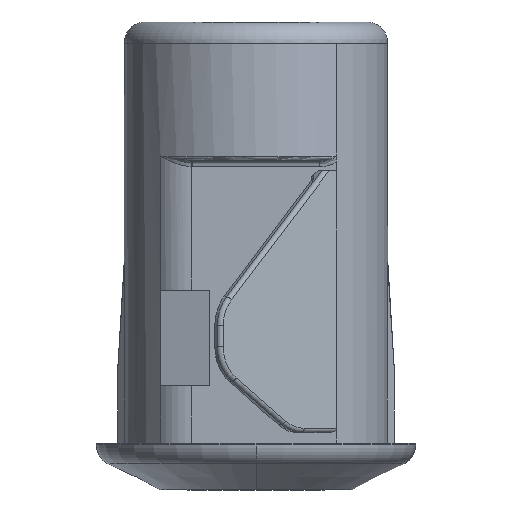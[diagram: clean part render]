
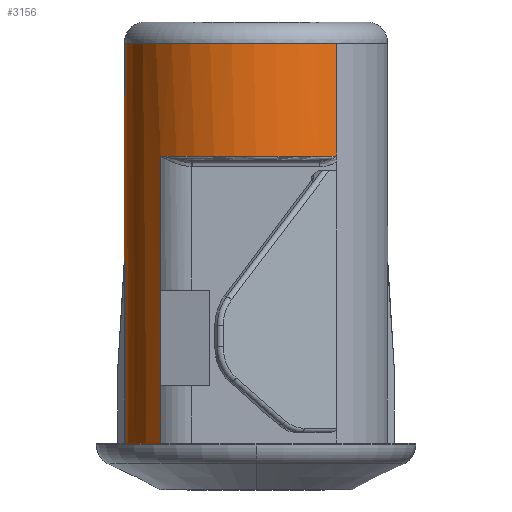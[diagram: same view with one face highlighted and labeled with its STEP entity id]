
A CAD part, left-side view. The second image highlights one B-rep face of the part: STEP entity #3156.
In plain terms, the highlighted cylindrical face has radius 6.2 mm (diameter 12.4 mm), a partial arc.
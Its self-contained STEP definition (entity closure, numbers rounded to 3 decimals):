
#2=CARTESIAN_POINT('',(6.005,-1.543,18.3));
#3=CARTESIAN_POINT('',(6.009,-1.528,17.733));
#4=CARTESIAN_POINT('',(6.012,-1.514,17.167));
#5=CARTESIAN_POINT('',(6.016,-1.5,16.6));
#7=CARTESIAN_POINT('',(6.016,1.5,16.6));
#8=CARTESIAN_POINT('',(6.016,1.5,16.502));
#9=CARTESIAN_POINT('',(6.021,1.481,16.31));
#10=CARTESIAN_POINT('',(6.041,1.397,16.027));
#11=CARTESIAN_POINT('',(6.071,1.26,15.769));
#12=CARTESIAN_POINT('',(6.107,1.077,15.543));
#13=CARTESIAN_POINT('',(6.142,0.855,15.356));
#14=CARTESIAN_POINT('',(6.173,0.598,15.214));
#15=CARTESIAN_POINT('',(6.194,0.314,15.123));
#16=CARTESIAN_POINT('',(6.202,0.033,15.093));
#17=CARTESIAN_POINT('',(6.198,-0.2,15.107));
#18=CARTESIAN_POINT('',(6.185,-0.459,15.163));
#19=CARTESIAN_POINT('',(6.161,-0.706,15.268));
#20=CARTESIAN_POINT('',(6.132,-0.925,15.41));
#21=CARTESIAN_POINT('',(6.1,-1.114,15.585));
#22=CARTESIAN_POINT('',(6.068,-1.274,15.794));
#23=CARTESIAN_POINT('',(6.041,-1.397,16.032));
#24=CARTESIAN_POINT('',(6.021,-1.479,16.302));
#25=CARTESIAN_POINT('',(6.016,-1.5,16.498));
#26=CARTESIAN_POINT('',(6.016,-1.5,16.6));
#28=CARTESIAN_POINT('',(6.016,1.5,16.6));
#29=CARTESIAN_POINT('',(6.012,1.514,17.167));
#30=CARTESIAN_POINT('',(6.009,1.528,17.733));
#31=CARTESIAN_POINT('',(6.005,1.543,18.3));
#33=CARTESIAN_POINT('',(0.,0.,13.));
#34=DIRECTION('',(0.,0.,-1.));
#35=DIRECTION('',(-0.79,-0.613,0.));
#36=AXIS2_PLACEMENT_3D('',#33,#34,#35);
#38=CARTESIAN_POINT('',(0.,0.,13.));
#39=DIRECTION('',(0.,0.,-1.));
#40=DIRECTION('',(-0.8,-0.6,0.));
#41=AXIS2_PLACEMENT_3D('',#38,#39,#40);
#43=DIRECTION('',(0.,0.,1.));
#44=VECTOR('',#43,4.5);
#45=CARTESIAN_POINT('',(-4.281,4.485,2.2));
#46=LINE('',#45,#44);
#47=DIRECTION('',(0.,0.,1.));
#48=VECTOR('',#47,12.1);
#49=CARTESIAN_POINT('',(4.9,3.799,0.2));
#50=LINE('',#49,#48);
#51=CARTESIAN_POINT('',(0.,0.,13.));
#52=DIRECTION('',(0.,0.,-1.));
#53=DIRECTION('',(0.8,0.6,0.));
#54=AXIS2_PLACEMENT_3D('',#51,#52,#53);
#56=CARTESIAN_POINT('',(0.,0.,18.3));
#57=DIRECTION('',(0.,0.,1.));
#58=DIRECTION('',(0.79,-0.613,0.));
#59=AXIS2_PLACEMENT_3D('',#56,#57,#58);
#534=CARTESIAN_POINT('',(0.,0.,18.3));
#535=DIRECTION('',(0.,0.,-1.));
#536=DIRECTION('',(-0.79,-0.613,0.));
#537=AXIS2_PLACEMENT_3D('',#534,#535,#536);
#551=DIRECTION('',(0.,0.,1.));
#552=VECTOR('',#551,5.3);
#553=CARTESIAN_POINT('',(-4.9,-3.799,13.));
#554=LINE('',#553,#552);
#555=DIRECTION('',(0.,0.,1.));
#556=VECTOR('',#555,5.3);
#557=CARTESIAN_POINT('',(4.9,-3.799,13.));
#558=LINE('',#557,#556);
#637=CARTESIAN_POINT('',(4.9,3.799,12.762));
#649=DIRECTION('',(0.,0.,-1.));
#650=VECTOR('',#649,0.462);
#651=CARTESIAN_POINT('',(4.9,3.799,12.762));
#652=LINE('',#651,#650);
#666=DIRECTION('',(0.,0.,-1.));
#667=VECTOR('',#666,0.7);
#668=CARTESIAN_POINT('',(4.9,3.799,0.2));
#669=LINE('',#668,#667);
#742=DIRECTION('',(0.,0.,1.));
#743=VECTOR('',#742,2.7);
#744=CARTESIAN_POINT('',(-4.281,4.485,-0.5));
#745=LINE('',#744,#743);
#764=DIRECTION('',(0.,0.,1.));
#765=VECTOR('',#764,6.3);
#766=CARTESIAN_POINT('',(-4.281,4.485,6.7));
#767=LINE('',#766,#765);
#772=CARTESIAN_POINT('',(0.,0.,-0.5));
#773=DIRECTION('',(0.,0.,-1.));
#774=DIRECTION('',(-0.69,0.723,0.));
#775=AXIS2_PLACEMENT_3D('',#772,#773,#774);
#818=CARTESIAN_POINT('',(0.,0.,-0.5));
#819=DIRECTION('',(0.,0.,-1.));
#820=DIRECTION('',(0.078,0.997,0.));
#821=AXIS2_PLACEMENT_3D('',#818,#819,#820);
#832=DIRECTION('',(0.,0.,-1.));
#833=VECTOR('',#832,8.5);
#834=CARTESIAN_POINT('',(-0.485,6.181,8.));
#835=LINE('',#834,#833);
#841=CARTESIAN_POINT('',(-0.485,6.181,8.));
#856=DIRECTION('',(0.,0.,1.));
#857=VECTOR('',#856,8.5);
#858=CARTESIAN_POINT('',(0.485,6.181,-0.5));
#859=LINE('',#858,#857);
#860=CARTESIAN_POINT('',(0.485,6.181,8.));
#867=CARTESIAN_POINT('',(0.,0.,8.));
#868=DIRECTION('',(0.,0.,1.));
#869=DIRECTION('',(0.078,0.997,0.));
#870=AXIS2_PLACEMENT_3D('',#867,#868,#869);
#1018=CARTESIAN_POINT('',(-4.281,4.485,13.));
#1020=CARTESIAN_POINT('',(-4.96,-3.72,
13.));
#1077=CARTESIAN_POINT('',(4.96,3.72,13.));
#1078=CARTESIAN_POINT('',(4.952,3.731,12.988));
#1079=CARTESIAN_POINT('',(4.936,3.752,12.961));
#1080=CARTESIAN_POINT('',(4.916,3.778,12.906));
#1081=CARTESIAN_POINT('',(4.903,3.794,12.84));
#1082=CARTESIAN_POINT('',(4.9,3.799,12.789));
#1083=CARTESIAN_POINT('',(4.9,3.799,12.762));
#1094=CARTESIAN_POINT('',(4.96,3.72,13.));
#2671=VERTEX_POINT('',#860);
#2674=VERTEX_POINT('',#841);
#2679=CARTESIAN_POINT('',(0.485,6.181,-0.5));
#2680=CARTESIAN_POINT('',(4.9,3.799,-0.5));
#2681=VERTEX_POINT('',#2679);
#2682=VERTEX_POINT('',#2680);
#2695=CARTESIAN_POINT('',(-4.281,4.485,-0.5));
#2696=VERTEX_POINT('',#2695);
#2697=CARTESIAN_POINT('',(-0.485,6.181,-0.5));
#2698=VERTEX_POINT('',#2697);
#2720=CARTESIAN_POINT('',(4.9,3.799,0.2));
#2722=VERTEX_POINT('',#2720);
#2777=CARTESIAN_POINT('',(4.9,3.799,12.3));
#2778=VERTEX_POINT('',#2777);
#2787=CARTESIAN_POINT('',(-4.281,4.485,2.2));
#2789=VERTEX_POINT('',#2787);
#2791=CARTESIAN_POINT('',(-4.281,4.485,6.7));
#2793=VERTEX_POINT('',#2791);
#2795=CARTESIAN_POINT('',(4.9,-3.799,13.));
#2796=CARTESIAN_POINT('',(4.9,-3.799,18.3));
#2797=VERTEX_POINT('',#2795);
#2798=VERTEX_POINT('',#2796);
#2799=CARTESIAN_POINT('',(-4.9,-3.799,18.3));
#2800=VERTEX_POINT('',#2799);
#2977=VERTEX_POINT('',#1018);
#2986=VERTEX_POINT('',#1020);
#2987=CARTESIAN_POINT('',(-4.9,-3.799,13.));
#2988=VERTEX_POINT('',#2987);
#2998=VERTEX_POINT('',#637);
#2999=VERTEX_POINT('',#1094);
#3020=VERTEX_POINT('',#2);
#3021=VERTEX_POINT('',#5);
#3022=VERTEX_POINT('',#28);
#3023=VERTEX_POINT('',#31);
#3105=CARTESIAN_POINT('',(0.,0.,-3.75));
#3106=DIRECTION('',(0.,0.,1.));
#3107=DIRECTION('',(-1.,0.,0.));
#3108=AXIS2_PLACEMENT_3D('',#3105,#3106,#3107);
#3109=CYLINDRICAL_SURFACE('',#3108,6.2);
#3111=ORIENTED_EDGE('',*,*,#3110,.T.);
#3113=ORIENTED_EDGE('',*,*,#3112,.F.);
#3115=ORIENTED_EDGE('',*,*,#3114,.T.);
#3117=ORIENTED_EDGE('',*,*,#3116,.F.);
#3119=ORIENTED_EDGE('',*,*,#3118,.F.);
#3121=ORIENTED_EDGE('',*,*,#3120,.T.);
#3123=ORIENTED_EDGE('',*,*,#3122,.T.);
#3125=ORIENTED_EDGE('',*,*,#3124,.F.);
#3127=ORIENTED_EDGE('',*,*,#3126,.F.);
#3129=ORIENTED_EDGE('',*,*,#3128,.F.);
#3131=ORIENTED_EDGE('',*,*,#3130,.T.);
#3133=ORIENTED_EDGE('',*,*,#3132,.F.);
#3135=ORIENTED_EDGE('',*,*,#3134,.F.);
#3137=ORIENTED_EDGE('',*,*,#3136,.F.);
#3139=ORIENTED_EDGE('',*,*,#3138,.T.);
#3141=ORIENTED_EDGE('',*,*,#3140,.F.);
#3143=ORIENTED_EDGE('',*,*,#3142,.T.);
#3145=ORIENTED_EDGE('',*,*,#3144,.F.);
#3147=ORIENTED_EDGE('',*,*,#3146,.F.);
#3149=ORIENTED_EDGE('',*,*,#3148,.T.);
#3151=ORIENTED_EDGE('',*,*,#3150,.T.);
#3153=ORIENTED_EDGE('',*,*,#3152,.T.);
#3154=EDGE_LOOP('',(#3111,#3113,#3115,#3117,#3119,#3121,#3123,#3125,#3127,#3129,
#3131,#3133,#3135,#3137,#3139,#3141,#3143,#3145,#3147,#3149,#3151,#3153));
#3155=FACE_OUTER_BOUND('',#3154,.F.);
#3156=ADVANCED_FACE('',(#3155),#3109,.T.);
#6=B_SPLINE_CURVE_WITH_KNOTS('',3,(#2,#3,#4,#5),.UNSPECIFIED.,.F.,.F.,(4,4),(
0.,1.),.UNSPECIFIED.);
#27=B_SPLINE_CURVE_WITH_KNOTS('',3,(#7,#8,#9,#10,#11,#12,#13,#14,#15,#16,#17,
#18,#19,#20,#21,#22,#23,#24,#25,#26),.UNSPECIFIED.,.F.,.F.,(4,1,1,1,1,1,1,1,1,1,
1,1,1,1,1,1,1,4),(0.,0.059,0.118,0.176,
0.235,0.294,0.353,0.412,
0.471,0.529,0.588,0.647,
0.706,0.765,0.824,0.882,
0.941,1.),.UNSPECIFIED.);
#32=B_SPLINE_CURVE_WITH_KNOTS('',3,(#28,#29,#30,#31),.UNSPECIFIED.,.F.,.F.,(4,
4),(0.,1.),.UNSPECIFIED.);
#37=CIRCLE('',#36,6.2);
#42=CIRCLE('',#41,6.2);
#55=CIRCLE('',#54,6.2);
#60=CIRCLE('',#59,6.2);
#538=CIRCLE('',#537,6.2);
#776=CIRCLE('',#775,6.2);
#822=CIRCLE('',#821,6.2);
#871=CIRCLE('',#870,6.2);
#1084=B_SPLINE_CURVE_WITH_KNOTS('',3,(#1077,#1078,#1079,#1080,#1081,#1082,
#1083),.UNSPECIFIED.,.F.,.F.,(4,1,1,1,4),(0.,0.25,0.5,0.75,1.),
.UNSPECIFIED.);
#3110=EDGE_CURVE('',#3020,#3021,#6,.T.);
#3112=EDGE_CURVE('',#3022,#3021,#27,.T.);
#3114=EDGE_CURVE('',#3022,#3023,#32,.T.);
#3116=EDGE_CURVE('',#2800,#3023,#538,.T.);
#3118=EDGE_CURVE('',#2988,#2800,#554,.T.);
#3120=EDGE_CURVE('',#2988,#2986,#37,.T.);
#3122=EDGE_CURVE('',#2986,#2977,#42,.T.);
#3124=EDGE_CURVE('',#2793,#2977,#767,.T.);
#3126=EDGE_CURVE('',#2789,#2793,#46,.T.);
#3128=EDGE_CURVE('',#2696,#2789,#745,.T.);
#3130=EDGE_CURVE('',#2696,#2698,#776,.T.);
#3132=EDGE_CURVE('',#2674,#2698,#835,.T.);
#3134=EDGE_CURVE('',#2671,#2674,#871,.T.);
#3136=EDGE_CURVE('',#2681,#2671,#859,.T.);
#3138=EDGE_CURVE('',#2681,#2682,#822,.T.);
#3140=EDGE_CURVE('',#2722,#2682,#669,.T.);
#3142=EDGE_CURVE('',#2722,#2778,#50,.T.);
#3144=EDGE_CURVE('',#2998,#2778,#652,.T.);
#3146=EDGE_CURVE('',#2999,#2998,#1084,.T.);
#3148=EDGE_CURVE('',#2999,#2797,#55,.T.);
#3150=EDGE_CURVE('',#2797,#2798,#558,.T.);
#3152=EDGE_CURVE('',#2798,#3020,#60,.T.);
